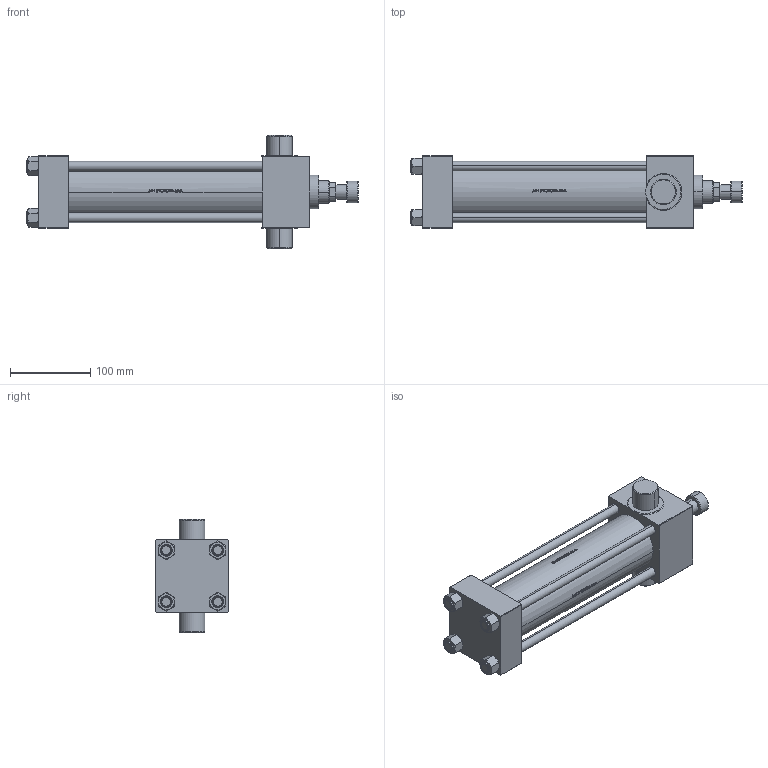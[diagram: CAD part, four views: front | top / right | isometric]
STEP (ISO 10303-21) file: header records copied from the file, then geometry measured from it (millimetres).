
FILE_DESCRIPTION (( 'STEP AP203' ), '1' );
FILE_NAME ('3d0b.STEP', '2023-08-23T00:06:48', ( '' ), ( '' ), 'SwSTEP 2.0', 'SolidWorks 2019', '' );
FILE_SCHEMA (( 'CONFIG_CONTROL_DESIGN' ));
Length unit declared in the file: millimetre
Products named in the file (7): 3d0b; V215CR_ROD_END_F d7a4060a2d07f352343200e17ddce8c8; V215CR_VCP_K d7a4060a2d07f352343200e17ddce8c8; V215_VC_A d7a4060a2d07f352343200e17ddce8c8; NUT_M5_K d7a4060a2d07f352343200e17ddce8c8; V215CR_K_Body d7a4060a2d07f352343200e17ddce8c8; V215CR_K_TYCINKA d7a4060a2d07f352343200e17ddce8c8
Assembly tree (12 placements, depth 2):
  3d0b
    V215CR_K_Body d7a4060a2d07f352343200e17ddce8c8
    V215CR_VCP_K d7a4060a2d07f352343200e17ddce8c8
    V215CR_K_TYCINKA d7a4060a2d07f352343200e17ddce8c8  x4
    NUT_M5_K d7a4060a2d07f352343200e17ddce8c8  x4
    V215_VC_A d7a4060a2d07f352343200e17ddce8c8
    V215CR_ROD_END_F d7a4060a2d07f352343200e17ddce8c8
Bounding box: 414 x 90 x 141 mm (x, y, z)
Volume: 1325019.8 mm3; surface area: 299648.1 mm2
Topology: 12 solids, 12 shells, 1079 faces, 2720 edges, 1749 vertices
Faces by surface type: plane 433, bspline 380, cone 132, cylinder 116, torus 18
Entity records: 46981 total; most frequent: CARTESIAN_POINT 25570, ORIENTED_EDGE 4932, DIRECTION 2994, EDGE_CURVE 2466, VERTEX_POINT 1605, LINE 1264, VECTOR 1264, EDGE_LOOP 1051
